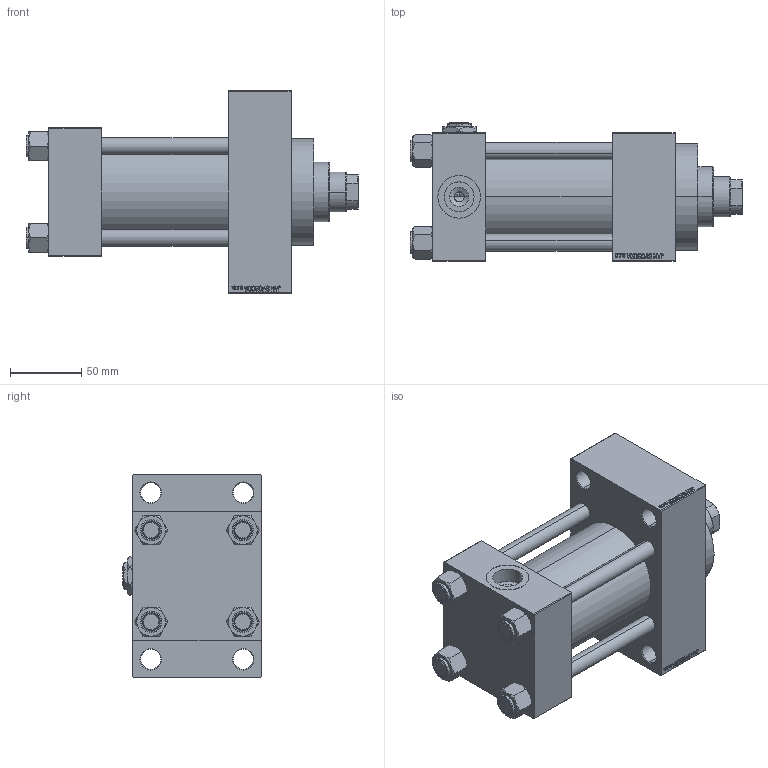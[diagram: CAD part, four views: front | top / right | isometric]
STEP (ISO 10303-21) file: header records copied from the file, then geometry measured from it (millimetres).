
FILE_DESCRIPTION (( 'STEP AP203' ), '1' );
FILE_NAME ('99f2.STEP', '2022-04-16T14:55:18', ( '' ), ( '' ), 'SwSTEP 2.0', 'SolidWorks 2019', '' );
FILE_SCHEMA (( 'CONFIG_CONTROL_DESIGN' ));
Length unit declared in the file: millimetre
Products named in the file (7): V215CR_VCP_D 2eb6cbb4c9160e593884b8d3e7db0cb3; V215_VC_A 2eb6cbb4c9160e593884b8d3e7db0cb3; Zatka_pro_OIL_PORT 2eb6cbb4c9160e593884b8d3e7db0cb3; 99f2; NUT_M5_D 2eb6cbb4c9160e593884b8d3e7db0cb3; V215CR_D_TYCINKA 2eb6cbb4c9160e593884b8d3e7db0cb3; V215CR_D_Body 2eb6cbb4c9160e593884b8d3e7db0cb3
Assembly tree (12 placements, depth 2):
  99f2
    V215CR_D_Body 2eb6cbb4c9160e593884b8d3e7db0cb3
    V215CR_VCP_D 2eb6cbb4c9160e593884b8d3e7db0cb3
    NUT_M5_D 2eb6cbb4c9160e593884b8d3e7db0cb3  x4
    V215CR_D_TYCINKA 2eb6cbb4c9160e593884b8d3e7db0cb3  x4
    V215_VC_A 2eb6cbb4c9160e593884b8d3e7db0cb3
    Zatka_pro_OIL_PORT 2eb6cbb4c9160e593884b8d3e7db0cb3
Bounding box: 233 x 97 x 142 mm (x, y, z)
Volume: 1144333.5 mm3; surface area: 222604.7 mm2
Topology: 12 solids, 12 shells, 1164 faces, 2888 edges, 1864 vertices
Faces by surface type: plane 523, bspline 368, cone 166, cylinder 99, torus 8
Entity records: 49179 total; most frequent: CARTESIAN_POINT 25630, ORIENTED_EDGE 5268, DIRECTION 3452, EDGE_CURVE 2634, VERTEX_POINT 1720, LINE 1552, VECTOR 1552, EDGE_LOOP 1182
